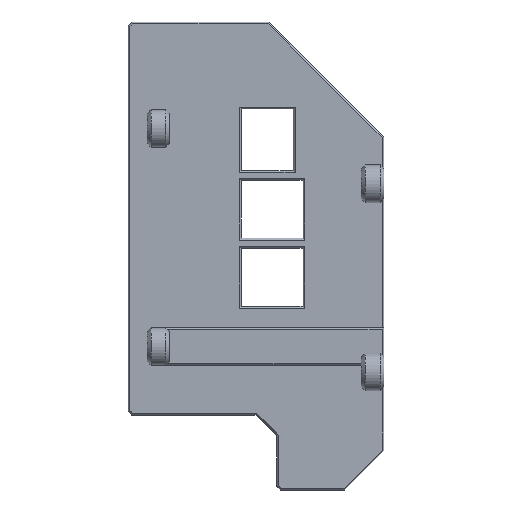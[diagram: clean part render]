
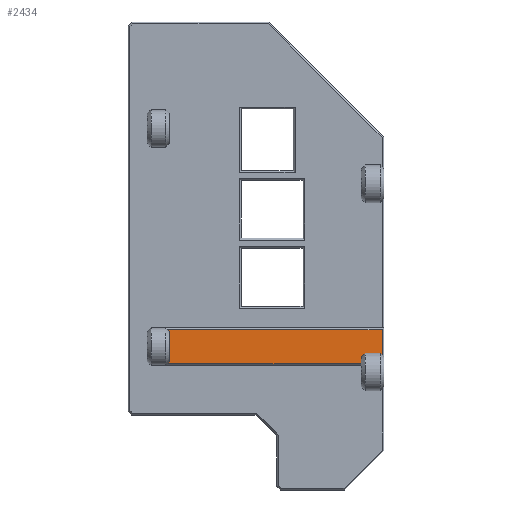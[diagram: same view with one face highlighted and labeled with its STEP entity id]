
A CAD part, top view. The second image highlights one B-rep face of the part: STEP entity #2434.
In plain terms, the highlighted planar face has unit normal (0, 0, 1).
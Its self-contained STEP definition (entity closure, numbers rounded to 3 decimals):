
#232=FACE_OUTER_BOUND('',#388,.T.);
#388=EDGE_LOOP('',(#2142,#2143,#2144,#2145,#2146,#2147,#2148,#2149,#2150,
#2151,#2152));
#407=LINE('',#3316,#700);
#415=LINE('',#3334,#708);
#417=LINE('',#3338,#710);
#443=LINE('',#3412,#736);
#639=LINE('',#3814,#932);
#654=LINE('',#3854,#947);
#659=LINE('',#3866,#952);
#661=LINE('',#3869,#954);
#690=LINE('',#3958,#983);
#694=LINE('',#3965,#987);
#695=LINE('',#3968,#988);
#700=VECTOR('',#2651,10.);
#708=VECTOR('',#2663,10.);
#710=VECTOR('',#2667,10.);
#736=VECTOR('',#2733,10.);
#932=VECTOR('',#3091,10.);
#947=VECTOR('',#3140,10.);
#952=VECTOR('',#3153,10.);
#954=VECTOR('',#3157,10.);
#983=VECTOR('',#3268,10.);
#987=VECTOR('',#3278,10.);
#988=VECTOR('',#3283,10.);
#990=VERTEX_POINT('',#3309);
#993=VERTEX_POINT('',#3314);
#1000=VERTEX_POINT('',#3331);
#1001=VERTEX_POINT('',#3333);
#1002=VERTEX_POINT('',#3337);
#1029=VERTEX_POINT('',#3409);
#1151=VERTEX_POINT('',#3802);
#1155=VERTEX_POINT('',#3812);
#1163=VERTEX_POINT('',#3853);
#1166=VERTEX_POINT('',#3865);
#1185=VERTEX_POINT('',#3957);
#1189=EDGE_CURVE('',#993,#990,#407,.T.);
#1197=EDGE_CURVE('',#1000,#1001,#415,.T.);
#1199=EDGE_CURVE('',#1001,#1002,#417,.T.);
#1236=EDGE_CURVE('',#1029,#993,#443,.T.);
#1441=EDGE_CURVE('',#1155,#1151,#639,.T.);
#1460=EDGE_CURVE('',#1002,#1163,#654,.F.);
#1466=EDGE_CURVE('',#1166,#1029,#659,.F.);
#1468=EDGE_CURVE('',#1163,#1166,#661,.T.);
#1512=EDGE_CURVE('',#1185,#1000,#690,.F.);
#1517=EDGE_CURVE('',#990,#1155,#694,.F.);
#1518=EDGE_CURVE('',#1151,#1185,#695,.T.);
#2142=ORIENTED_EDGE('',*,*,#1189,.F.);
#2143=ORIENTED_EDGE('',*,*,#1236,.F.);
#2144=ORIENTED_EDGE('',*,*,#1466,.F.);
#2145=ORIENTED_EDGE('',*,*,#1468,.F.);
#2146=ORIENTED_EDGE('',*,*,#1460,.F.);
#2147=ORIENTED_EDGE('',*,*,#1199,.F.);
#2148=ORIENTED_EDGE('',*,*,#1197,.F.);
#2149=ORIENTED_EDGE('',*,*,#1512,.F.);
#2150=ORIENTED_EDGE('',*,*,#1518,.F.);
#2151=ORIENTED_EDGE('',*,*,#1441,.F.);
#2152=ORIENTED_EDGE('',*,*,#1517,.F.);
#2291=PLANE('',#2632);
#2434=ADVANCED_FACE('',(#232),#2291,.T.);
#2632=AXIS2_PLACEMENT_3D('',#3967,#3281,#3282);
#2651=DIRECTION('',(-1.,0.,0.));
#2663=DIRECTION('',(1.,0.,0.));
#2667=DIRECTION('',(0.,-1.,0.));
#2733=DIRECTION('',(0.,-1.,0.));
#3091=DIRECTION('',(0.,1.,0.));
#3140=DIRECTION('',(0.707,-0.707,0.));
#3153=DIRECTION('',(0.707,0.707,0.));
#3157=DIRECTION('',(-1.,0.,0.));
#3268=DIRECTION('',(0.707,-0.707,0.));
#3278=DIRECTION('',(-0.707,-0.707,0.));
#3281=DIRECTION('center_axis',(0.,0.,1.));
#3282=DIRECTION('ref_axis',(-1.,0.,0.));
#3283=DIRECTION('',(0.,1.,0.));
#3309=CARTESIAN_POINT('',(10.5,19.2,5.));
#3314=CARTESIAN_POINT('',(62.,19.2,5.));
#3316=CARTESIAN_POINT('',(19.75,19.2,5.));
#3331=CARTESIAN_POINT('',(10.5,28.2,5.));
#3333=CARTESIAN_POINT('',(67.5,28.2,5.));
#3334=CARTESIAN_POINT('',(19.75,28.2,5.));
#3337=CARTESIAN_POINT('',(67.5,21.5,5.));
#3338=CARTESIAN_POINT('',(67.5,51.6,5.));
#3409=CARTESIAN_POINT('',(62.,21.,5.));
#3412=CARTESIAN_POINT('',(62.,20.35,5.));
#3802=CARTESIAN_POINT('',(11.,23.7,5.));
#3812=CARTESIAN_POINT('',(11.,19.7,5.));
#3814=CARTESIAN_POINT('',(11.,23.7,5.));
#3853=CARTESIAN_POINT('',(67.,22.,5.));
#3854=CARTESIAN_POINT('',(59.95,29.05,5.));
#3865=CARTESIAN_POINT('',(63.,22.,5.));
#3866=CARTESIAN_POINT('',(57.3,16.3,5.));
#3869=CARTESIAN_POINT('',(53.75,22.,5.));
#3957=CARTESIAN_POINT('',(11.,27.7,5.));
#3958=CARTESIAN_POINT('',(18.875,19.825,5.));
#3965=CARTESIAN_POINT('',(18.875,27.575,5.));
#3967=CARTESIAN_POINT('Origin',(39.5,23.7,5.));
#3968=CARTESIAN_POINT('',(11.,23.7,5.));
